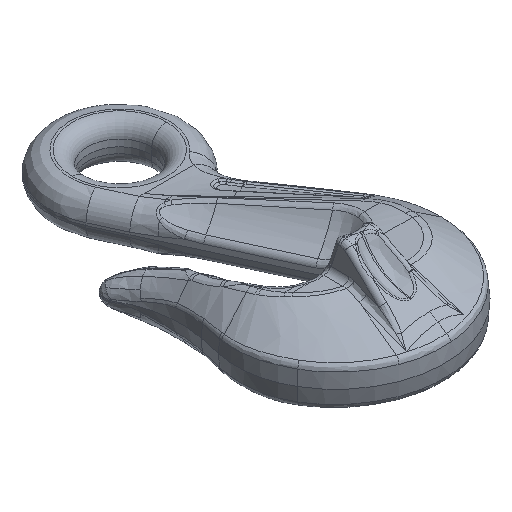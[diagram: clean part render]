
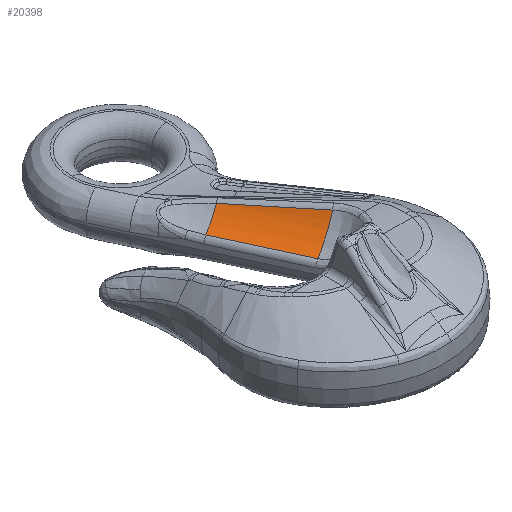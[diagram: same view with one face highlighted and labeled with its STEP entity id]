
A CAD part, isometric view. The second image highlights one B-rep face of the part: STEP entity #20398.
In plain terms, the highlighted cylindrical face has radius 53.6 mm (diameter 107.2 mm), a partial arc.
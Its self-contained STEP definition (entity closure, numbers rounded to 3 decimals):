
#15793=CARTESIAN_POINT('Vertex',(-1.511,-78.262,18.78)) ;
#15866=CARTESIAN_POINT('Control Point',(-1.511,-78.262,18.78)) ;
#15867=CARTESIAN_POINT('Control Point',(0.466,-81.477,19.182)) ;
#15868=CARTESIAN_POINT('Control Point',(2.434,-84.699,19.585)) ;
#15869=CARTESIAN_POINT('Control Point',(4.393,-87.929,19.989)) ;
#15870=CARTESIAN_POINT('Control Point',(11.35,-99.469,21.433)) ;
#15871=CARTESIAN_POINT('Control Point',(18.195,-111.076,22.886)) ;
#15872=CARTESIAN_POINT('Control Point',(23.067,-119.451,23.935)) ;
#15873=CARTESIAN_POINT('Control Point',(27.89,-127.852,24.987)) ;
#15874=CARTESIAN_POINT('Control Point',(32.671,-136.276,26.042)) ;
#15875=CARTESIAN_POINT('Vertex',(32.671,-136.276,26.042)) ;
#17968=CARTESIAN_POINT('Control Point',(11.113,-146.229,8.453)) ;
#17969=CARTESIAN_POINT('Control Point',(16.208,-143.877,10.555)) ;
#17970=CARTESIAN_POINT('Control Point',(21.033,-141.649,13.439)) ;
#17971=CARTESIAN_POINT('Control Point',(25.456,-139.607,17.049)) ;
#17972=CARTESIAN_POINT('Control Point',(29.364,-137.803,21.291)) ;
#17973=CARTESIAN_POINT('Control Point',(32.671,-136.276,26.042)) ;
#17974=CARTESIAN_POINT('Vertex',(11.113,-146.229,8.453)) ;
#19708=CARTESIAN_POINT('Vertex',(-16.971,-85.399,8.454)) ;
#19745=CARTESIAN_POINT('Line Origine',(-2.929,-115.814,8.454)) ;
#20332=CARTESIAN_POINT('Control Point',(-1.511,-78.262,18.78)) ;
#20333=CARTESIAN_POINT('Control Point',(-4.216,-79.51,16.103)) ;
#20334=CARTESIAN_POINT('Control Point',(-7.147,-80.864,13.705)) ;
#20335=CARTESIAN_POINT('Control Point',(-10.275,-82.308,11.615)) ;
#20336=CARTESIAN_POINT('Control Point',(-13.563,-83.825,9.859)) ;
#20337=CARTESIAN_POINT('Control Point',(-16.971,-85.399,8.453)) ;
#20387=CARTESIAN_POINT('Axis2P3D Location',(-19.994,-123.693,58.65)) ;
#19746=DIRECTION('Vector Direction',(0.419,-0.908,0.)) ;
#20388=DIRECTION('Axis2P3D Direction',(0.419,-0.908,0.)) ;
#20389=DIRECTION('Axis2P3D XDirection',(0.318,0.147,-0.937)) ;
#20390=AXIS2_PLACEMENT_3D('Cylinder Axis2P3D',#20387,#20388,#20389) ;
#20393=ORIENTED_EDGE('',*,*,#20338,.F.) ;
#20394=ORIENTED_EDGE('',*,*,#19749,.F.) ;
#20395=ORIENTED_EDGE('',*,*,#17976,.T.) ;
#20396=ORIENTED_EDGE('',*,*,#15877,.F.) ;
#19747=VECTOR('Line Direction',#19746,1.) ;
#20398=ADVANCED_FACE('\X2\7FC581808A2D8B8A\X0\',(#20397),#20391,.F.) ;
#15865=B_SPLINE_CURVE_WITH_KNOTS('',5,(#15866,#15867,#15868,#15869,#15870,#15871,#15872,#15873,#15874),.UNSPECIFIED.,.F.,.U.,(6,3,6),(72.744,99.653,168.675),.UNSPECIFIED.) ;
#20391=CYLINDRICAL_SURFACE('generated cylinder',#20390,53.6) ;
#15877=EDGE_CURVE('',#15794,#15876,#15865,.T.) ;
#17976=EDGE_CURVE('',#17975,#15876,#17967,.T.) ;
#19749=EDGE_CURVE('',#17975,#19709,#19748,.F.) ;
#20338=EDGE_CURVE('',#19709,#15794,#20331,.F.) ;
#20392=EDGE_LOOP('',(#20393,#20394,#20395,#20396)) ;
#20397=FACE_OUTER_BOUND('',#20392,.T.) ;
#19748=LINE('Line',#19745,#19747) ;
#15794=VERTEX_POINT('',#15793) ;
#15876=VERTEX_POINT('',#15875) ;
#17975=VERTEX_POINT('',#17974) ;
#19709=VERTEX_POINT('',#19708) ;
#17967=(BOUNDED_CURVE()B_SPLINE_CURVE(5,(#17968,#17969,#17970,#17971,#17972,#17973),.UNSPECIFIED.,.F.,.U.)B_SPLINE_CURVE_WITH_KNOTS((6,6),(19.214,49.213),.UNSPECIFIED.)CURVE()GEOMETRIC_REPRESENTATION_ITEM()RATIONAL_B_SPLINE_CURVE((1.,1.,1.,1.,1.,1.))REPRESENTATION_ITEM('')) ;
#20331=(BOUNDED_CURVE()B_SPLINE_CURVE(5,(#20332,#20333,#20334,#20335,#20336,#20337),.UNSPECIFIED.,.F.,.U.)B_SPLINE_CURVE_WITH_KNOTS((6,6),(45.023,65.092),.UNSPECIFIED.)CURVE()GEOMETRIC_REPRESENTATION_ITEM()RATIONAL_B_SPLINE_CURVE((1.,1.,1.,1.,1.,1.))REPRESENTATION_ITEM('')) ;
